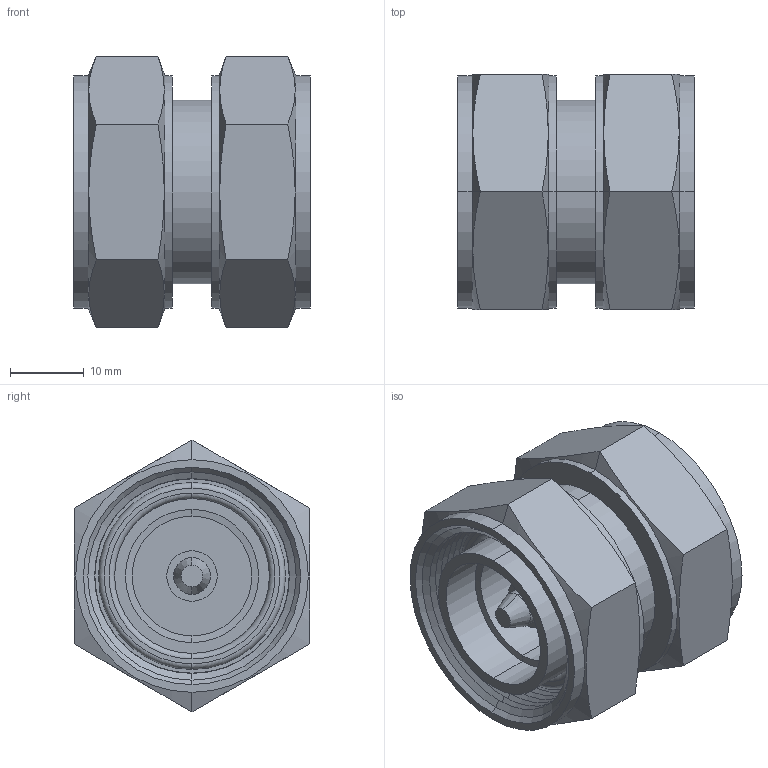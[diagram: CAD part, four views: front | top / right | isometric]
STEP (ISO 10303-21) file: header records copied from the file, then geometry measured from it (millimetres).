
FILE_DESCRIPTION (( 'STEP AP214' ), '1' );
FILE_NAME ('AXA-PDMDM.STEP', '2015-10-28T12:48:55', ( 'L-Com' ), ( 'L-Com Global Connectivity' ), 'SwSTEP 2.0', 'SolidWorks 2014', '' );
FILE_SCHEMA (( 'AUTOMOTIVE_DESIGN' ));
Length unit declared in the file: inch
Products named in the file (1): AXA-PDMDM
Bounding box: 32.2 x 32 x 36.95 mm (x, y, z)
Volume: 17090.3 mm3; surface area: 11856.1 mm2
Topology: 1 solids, 1 shells, 156 faces, 318 edges, 180 vertices
Faces by surface type: cone 74, cylinder 40, plane 30, torus 12
Entity records: 4258 total; most frequent: CARTESIAN_POINT 879, DIRECTION 776, ORIENTED_EDGE 636, AXIS2_PLACEMENT_3D 325, EDGE_CURVE 318, VERTEX_POINT 180, EDGE_LOOP 172, CIRCLE 168
